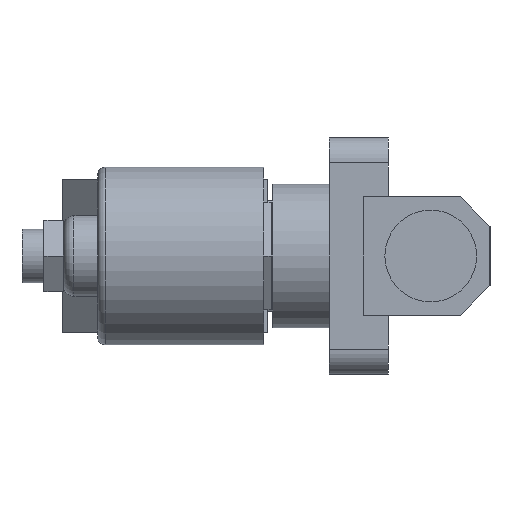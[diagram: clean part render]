
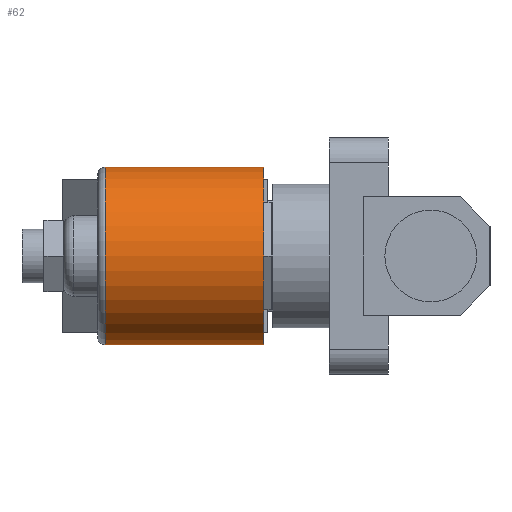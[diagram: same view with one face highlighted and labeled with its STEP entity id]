
A CAD part, left-side view. The second image highlights one B-rep face of the part: STEP entity #62.
In plain terms, the highlighted cylindrical face has radius 21 mm (diameter 42 mm), a partial arc.
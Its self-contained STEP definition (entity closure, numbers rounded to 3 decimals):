
#30 = DIRECTION ( 'NONE',  ( 0., -1., 0. ) ) ;
#62 = ADVANCED_FACE ( 'NONE', ( #2469 ), #241, .T. ) ;
#91 = ORIENTED_EDGE ( 'NONE', *, *, #2928, .T. ) ;
#116 = CARTESIAN_POINT ( 'NONE',  ( 0., 9.42, -21. ) ) ;
#151 = DIRECTION ( 'NONE',  ( 0., -1., 0. ) ) ;
#170 = CIRCLE ( 'NONE', #1733, 21. ) ;
#181 = CARTESIAN_POINT ( 'NONE',  ( 0., 48.62, 21. ) ) ;
#241 = CYLINDRICAL_SURFACE ( 'NONE', #1648, 21. ) ;
#329 = VERTEX_POINT ( 'NONE', #2781 ) ;
#404 = VECTOR ( 'NONE', #701, 1000. ) ;
#482 = ORIENTED_EDGE ( 'NONE', *, *, #1806, .T. ) ;
#701 = DIRECTION ( 'NONE',  ( 0., -1., 0. ) ) ;
#727 = EDGE_LOOP ( 'NONE', ( #1470, #482, #91, #2431 ) ) ;
#873 = DIRECTION ( 'NONE',  ( 0., 0., 1. ) ) ;
#887 = VECTOR ( 'NONE', #151, 1000. ) ;
#904 = CARTESIAN_POINT ( 'NONE',  ( 0., 46.82, 21. ) ) ;
#1082 = CARTESIAN_POINT ( 'NONE',  ( 0., 9.42, 0. ) ) ;
#1243 = CARTESIAN_POINT ( 'NONE',  ( 0., 48.62, 0. ) ) ;
#1439 = CARTESIAN_POINT ( 'NONE',  ( 0., 48.62, -21. ) ) ;
#1470 = ORIENTED_EDGE ( 'NONE', *, *, #2892, .F. ) ;
#1648 = AXIS2_PLACEMENT_3D ( 'NONE', #1243, #30, #2228 ) ;
#1733 = AXIS2_PLACEMENT_3D ( 'NONE', #1082, #2073, #873 ) ;
#1745 = CARTESIAN_POINT ( 'NONE',  ( 0., 46.82, 0. ) ) ;
#1806 = EDGE_CURVE ( 'NONE', #2059, #2147, #2900, .T. ) ;
#1893 = VERTEX_POINT ( 'NONE', #116 ) ;
#1942 = LINE ( 'NONE', #1439, #887 ) ;
#2059 = VERTEX_POINT ( 'NONE', #904 ) ;
#2073 = DIRECTION ( 'NONE',  ( 0., 1., 0. ) ) ;
#2147 = VERTEX_POINT ( 'NONE', #2242 ) ;
#2228 = DIRECTION ( 'NONE',  ( 0., 0., -1. ) ) ;
#2242 = CARTESIAN_POINT ( 'NONE',  ( 0., 46.82, -21. ) ) ;
#2285 = AXIS2_PLACEMENT_3D ( 'NONE', #1745, #2724, #2986 ) ;
#2431 = ORIENTED_EDGE ( 'NONE', *, *, #3111, .T. ) ;
#2469 = FACE_OUTER_BOUND ( 'NONE', #727, .T. ) ;
#2632 = LINE ( 'NONE', #181, #404 ) ;
#2724 = DIRECTION ( 'NONE',  ( 0., -1., 0. ) ) ;
#2781 = CARTESIAN_POINT ( 'NONE',  ( 0., 9.42, 21. ) ) ;
#2892 = EDGE_CURVE ( 'NONE', #2059, #329, #2632, .T. ) ;
#2900 = CIRCLE ( 'NONE', #2285, 21. ) ;
#2928 = EDGE_CURVE ( 'NONE', #2147, #1893, #1942, .T. ) ;
#2986 = DIRECTION ( 'NONE',  ( 0., 0., 1. ) ) ;
#3111 = EDGE_CURVE ( 'NONE', #1893, #329, #170, .T. ) ;
